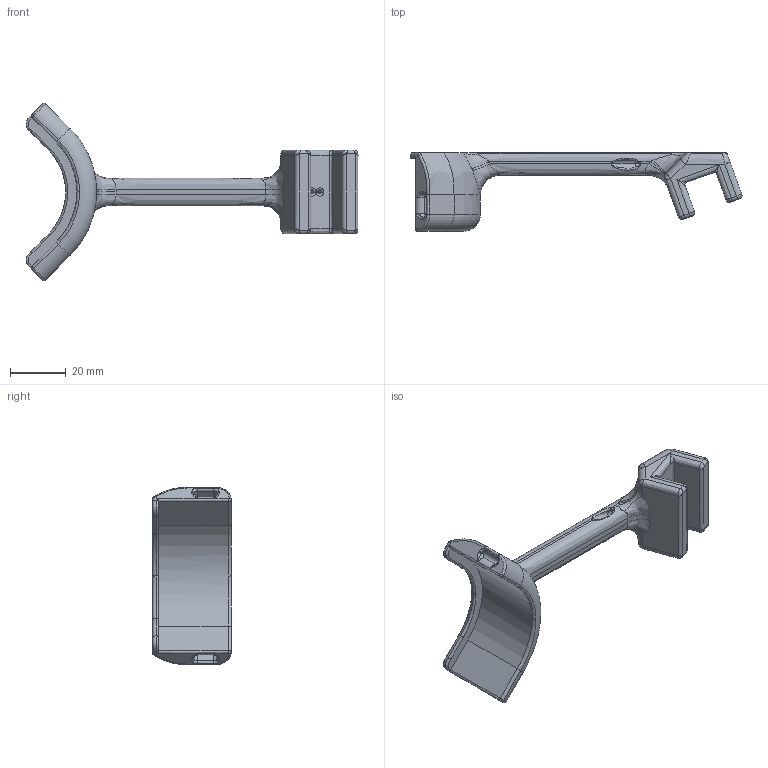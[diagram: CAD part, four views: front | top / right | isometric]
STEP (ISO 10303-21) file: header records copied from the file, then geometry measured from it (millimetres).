
FILE_DESCRIPTION (( 'STEP AP214' ), '1' );
FILE_NAME ('chain_lube_adapter_12mm.STEP', '2024-01-05T19:53:01', ( '' ), ( '' ), 'SwSTEP 2.0', 'SolidWorks 2022', '' );
FILE_SCHEMA (( 'AUTOMOTIVE_DESIGN' ));
Length unit declared in the file: millimetre
Products named in the file (1): chain_lube_adapter_12mm
Bounding box: 118.65 x 28 x 63.59 mm (x, y, z)
Volume: 25940.4 mm3; surface area: 12453.1 mm2
Topology: 1 solids, 1 shells, 295 faces, 717 edges, 403 vertices
Faces by surface type: bspline 143, plane 84, cylinder 47, torus 21
Entity records: 22051 total; most frequent: CARTESIAN_POINT 16509, ORIENTED_EDGE 1394, DIRECTION 709, EDGE_CURVE 697, VERTEX_POINT 403, B_SPLINE_CURVE_WITH_KNOTS 379, EDGE_LOOP 300, FACE_OUTER_BOUND 295
